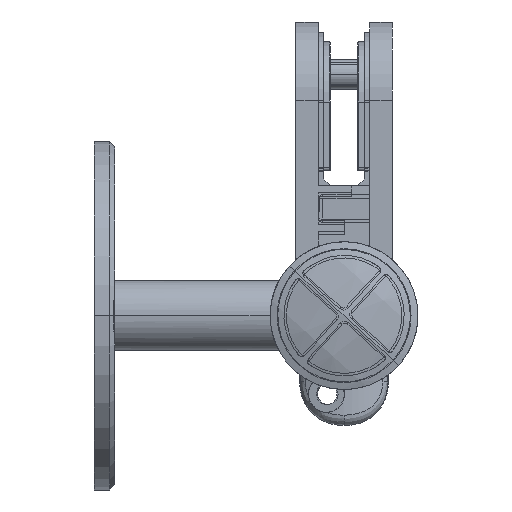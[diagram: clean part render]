
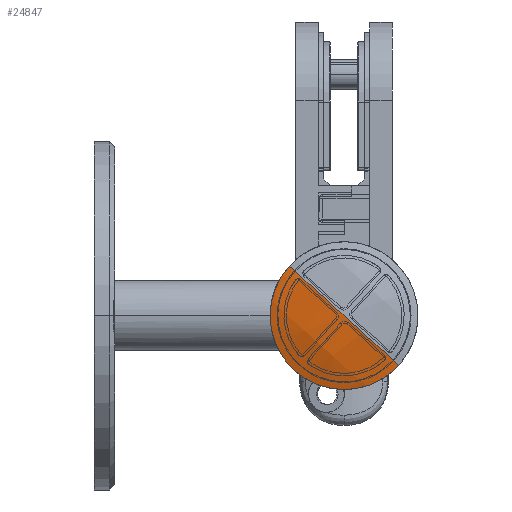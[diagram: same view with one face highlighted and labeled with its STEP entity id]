
A CAD part, front view. The second image highlights one B-rep face of the part: STEP entity #24847.
In plain terms, the highlighted spherical face has radius 58.18 mm.
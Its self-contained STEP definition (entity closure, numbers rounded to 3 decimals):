
#95 = CARTESIAN_POINT ( 'NONE',  ( 51.18, 0., 0. ) ) ;
#1040 = CARTESIAN_POINT ( 'NONE',  ( 51.18, 0., 0. ) ) ;
#3752 = CARTESIAN_POINT ( 'NONE',  ( 51.18, 0., 0. ) ) ;
#5145 = EDGE_CURVE ( 'NONE', #28808, #11337, #8448, .T. ) ;
#6572 = DIRECTION ( 'NONE',  ( 0., -1., 0. ) ) ;
#7061 = FACE_OUTER_BOUND ( 'NONE', #12550, .T. ) ;
#7351 = VERTEX_POINT ( 'NONE', #39301 ) ;
#8448 = CIRCLE ( 'NONE', #38102, 58.18 ) ;
#8846 = DIRECTION ( 'NONE',  ( -1., 0., 0. ) ) ;
#10815 = EDGE_CURVE ( 'NONE', #7351, #11337, #14694, .T. ) ;
#11337 = VERTEX_POINT ( 'NONE', #18127 ) ;
#11353 = EDGE_CURVE ( 'NONE', #28808, #7351, #29940, .T. ) ;
#12550 = EDGE_LOOP ( 'NONE', ( #37048, #17391, #38179 ) ) ;
#14141 = SPHERICAL_SURFACE ( 'NONE', #29405, 58.18 ) ;
#14694 = CIRCLE ( 'NONE', #37259, 58.18 ) ;
#14907 = CARTESIAN_POINT ( 'NONE',  ( -3., 0., 0. ) ) ;
#16050 = DIRECTION ( 'NONE',  ( 0., 0., -1. ) ) ;
#17391 = ORIENTED_EDGE ( 'NONE', *, *, #10815, .T. ) ;
#18127 = CARTESIAN_POINT ( 'NONE',  ( -7., 0., 0. ) ) ;
#20194 = DIRECTION ( 'NONE',  ( 0., 1., 0. ) ) ;
#21571 = AXIS2_PLACEMENT_3D ( 'NONE', #14907, #8846, #23790 ) ;
#23790 = DIRECTION ( 'NONE',  ( 0., 0., 1. ) ) ;
#24847 = ADVANCED_FACE ( 'NONE', ( #7061 ), #14141, .T. ) ;
#28808 = VERTEX_POINT ( 'NONE', #38910 ) ;
#29405 = AXIS2_PLACEMENT_3D ( 'NONE', #1040, #20194, #37782 ) ;
#29940 = CIRCLE ( 'NONE', #21571, 21.2 ) ;
#31394 = DIRECTION ( 'NONE',  ( 0., 0., 1. ) ) ;
#33611 = DIRECTION ( 'NONE',  ( 0., 1., 0. ) ) ;
#37048 = ORIENTED_EDGE ( 'NONE', *, *, #11353, .T. ) ;
#37259 = AXIS2_PLACEMENT_3D ( 'NONE', #95, #33611, #31394 ) ;
#37782 = DIRECTION ( 'NONE',  ( 0., 0., 1. ) ) ;
#38102 = AXIS2_PLACEMENT_3D ( 'NONE', #3752, #6572, #16050 ) ;
#38179 = ORIENTED_EDGE ( 'NONE', *, *, #5145, .F. ) ;
#38910 = CARTESIAN_POINT ( 'NONE',  ( -3., 0., 21.2 ) ) ;
#39301 = CARTESIAN_POINT ( 'NONE',  ( -3., 0., -21.2 ) ) ;
